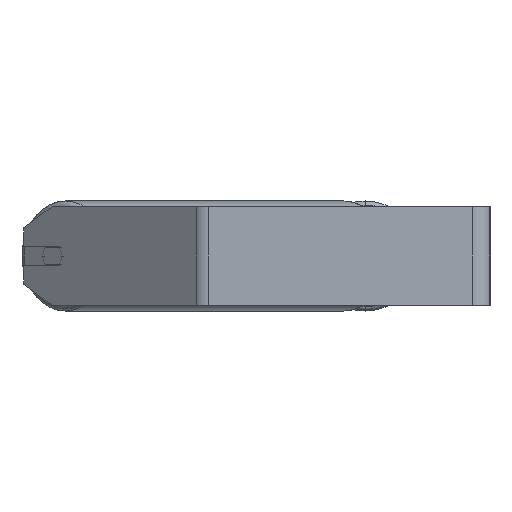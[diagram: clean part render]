
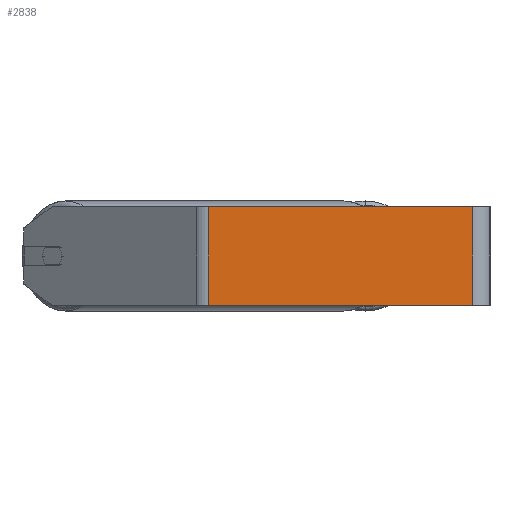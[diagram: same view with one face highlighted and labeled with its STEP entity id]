
A CAD part, left-side view. The second image highlights one B-rep face of the part: STEP entity #2838.
In plain terms, the highlighted planar face has unit normal (-1, 0, 0).
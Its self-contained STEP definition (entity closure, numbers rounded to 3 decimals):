
#136 = VERTEX_POINT ( 'NONE', #3121 ) ;
#621 = VECTOR ( 'NONE', #3425, 1000. ) ;
#1036 = CARTESIAN_POINT ( 'NONE',  ( -605., 228.098, 40. ) ) ;
#1623 = EDGE_CURVE ( 'NONE', #6972, #136, #2236, .T. ) ;
#1746 = ORIENTED_EDGE ( 'NONE', *, *, #5409, .T. ) ;
#1790 = VERTEX_POINT ( 'NONE', #1036 ) ;
#2113 = ORIENTED_EDGE ( 'NONE', *, *, #7508, .T. ) ;
#2129 = LINE ( 'NONE', #8037, #2193 ) ;
#2193 = VECTOR ( 'NONE', #3376, 1000. ) ;
#2236 = LINE ( 'NONE', #4130, #621 ) ;
#2800 = DIRECTION ( 'NONE',  ( 1., 0., 0. ) ) ;
#2838 = ADVANCED_FACE ( 'NONE', ( #7667 ), #6243, .F. ) ;
#2884 = DIRECTION ( 'NONE',  ( 0., 0., -1. ) ) ;
#2932 = DIRECTION ( 'NONE',  ( 0., -1., 0. ) ) ;
#2969 = EDGE_LOOP ( 'NONE', ( #2113, #6352, #4834, #1746 ) ) ;
#3121 = CARTESIAN_POINT ( 'NONE',  ( -605., 14., -40. ) ) ;
#3184 = VECTOR ( 'NONE', #2932, 1000. ) ;
#3374 = LINE ( 'NONE', #6744, #7451 ) ;
#3376 = DIRECTION ( 'NONE',  ( 0., 0., -1. ) ) ;
#3425 = DIRECTION ( 'NONE',  ( 0., 0., -1. ) ) ;
#3589 = CARTESIAN_POINT ( 'NONE',  ( -605., 233.194, -40. ) ) ;
#4130 = CARTESIAN_POINT ( 'NONE',  ( -605., 14., 40. ) ) ;
#4360 = CARTESIAN_POINT ( 'NONE',  ( -605., 14., 40. ) ) ;
#4834 = ORIENTED_EDGE ( 'NONE', *, *, #8755, .F. ) ;
#4837 = CARTESIAN_POINT ( 'NONE',  ( -605., 233.194, 40. ) ) ;
#4877 = AXIS2_PLACEMENT_3D ( 'NONE', #4837, #2800, #2884 ) ;
#4879 = DIRECTION ( 'NONE',  ( 0., -1., 0. ) ) ;
#5194 = VERTEX_POINT ( 'NONE', #5550 ) ;
#5409 = EDGE_CURVE ( 'NONE', #1790, #5194, #2129, .T. ) ;
#5550 = CARTESIAN_POINT ( 'NONE',  ( -605., 228.098, -40. ) ) ;
#6243 = PLANE ( 'NONE',  #4877 ) ;
#6352 = ORIENTED_EDGE ( 'NONE', *, *, #1623, .F. ) ;
#6744 = CARTESIAN_POINT ( 'NONE',  ( -605., 233.194, 40. ) ) ;
#6957 = LINE ( 'NONE', #3589, #3184 ) ;
#6972 = VERTEX_POINT ( 'NONE', #4360 ) ;
#7451 = VECTOR ( 'NONE', #4879, 1000. ) ;
#7508 = EDGE_CURVE ( 'NONE', #5194, #136, #6957, .T. ) ;
#7667 = FACE_OUTER_BOUND ( 'NONE', #2969, .T. ) ;
#8037 = CARTESIAN_POINT ( 'NONE',  ( -605., 228.098, 40. ) ) ;
#8755 = EDGE_CURVE ( 'NONE', #1790, #6972, #3374, .T. ) ;
